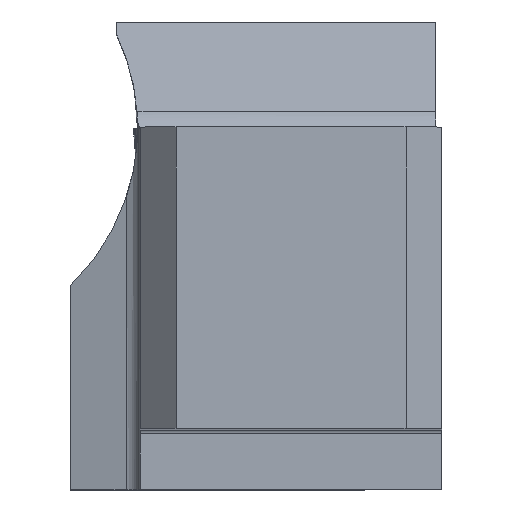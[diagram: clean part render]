
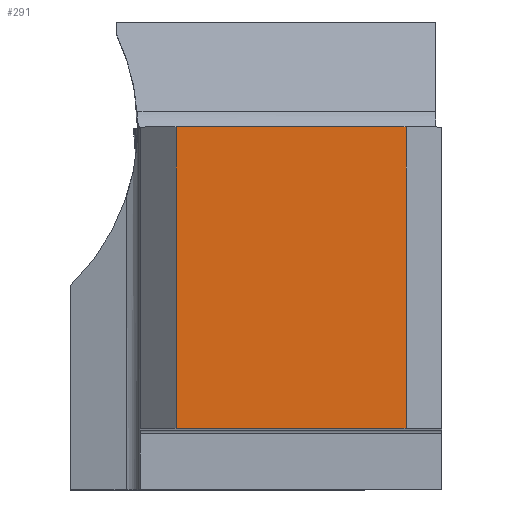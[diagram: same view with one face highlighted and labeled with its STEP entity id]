
A CAD part, top view. The second image highlights one B-rep face of the part: STEP entity #291.
In plain terms, the highlighted planar face has unit normal (0, 0, 1).
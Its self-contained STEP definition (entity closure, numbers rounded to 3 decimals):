
#291=ADVANCED_FACE('CU_BACK_SU1',(#436),#388,.F.);
#388=PLANE('',#1928);
#436=FACE_OUTER_BOUND('',#536,.T.);
#536=EDGE_LOOP('',(#690,#691,#692,#693));
#690=ORIENTED_EDGE('',*,*,#1365,.F.);
#691=ORIENTED_EDGE('',*,*,#1366,.T.);
#692=ORIENTED_EDGE('',*,*,#1367,.T.);
#693=ORIENTED_EDGE('',*,*,#1314,.F.);
#1150=VERTEX_POINT('',#2540);
#1151=VERTEX_POINT('',#2542);
#1193=VERTEX_POINT('',#2689);
#1194=VERTEX_POINT('',#2691);
#1314=EDGE_CURVE('',#1150,#1151,#1574,.T.);
#1365=EDGE_CURVE('',#1193,#1150,#1606,.T.);
#1366=EDGE_CURVE('',#1193,#1194,#1607,.T.);
#1367=EDGE_CURVE('',#1194,#1151,#1608,.T.);
#1574=LINE('',#2541,#1711);
#1606=LINE('',#2688,#1743);
#1607=LINE('',#2690,#1744);
#1608=LINE('',#2692,#1745);
#1711=VECTOR('',#2074,1.);
#1743=VECTOR('',#2150,1.);
#1744=VECTOR('',#2151,1.);
#1745=VECTOR('',#2152,1.);
#1928=AXIS2_PLACEMENT_3D('',#2693,#2153,#2154);
#2074=DIRECTION('',(1.,0.,0.));
#2150=DIRECTION('',(0.,1.,0.));
#2151=DIRECTION('',(1.,0.,0.));
#2152=DIRECTION('',(0.,1.,0.));
#2153=DIRECTION('',(0.,0.,-1.));
#2154=DIRECTION('',(-1.,0.,0.));
#2540=CARTESIAN_POINT('',(-22.325,25.325,0.));
#2541=CARTESIAN_POINT('',(-110.,25.325,0.));
#2542=CARTESIAN_POINT('',(-3.,25.325,0.));
#2688=CARTESIAN_POINT('',(-22.325,0.,0.));
#2689=CARTESIAN_POINT('',(-22.325,0.,0.));
#2690=CARTESIAN_POINT('',(-110.,0.,0.));
#2691=CARTESIAN_POINT('',(-3.,0.,0.));
#2692=CARTESIAN_POINT('',(-3.,0.,0.));
#2693=CARTESIAN_POINT('',(17.766,35.325,0.));
